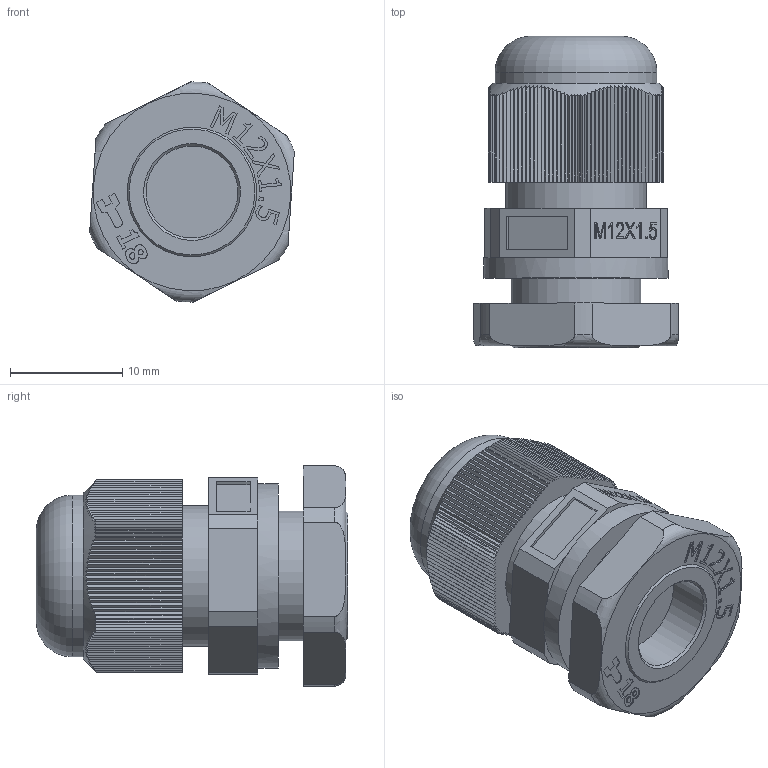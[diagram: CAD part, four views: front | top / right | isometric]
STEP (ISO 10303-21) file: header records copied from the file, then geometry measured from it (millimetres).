
FILE_DESCRIPTION(/* description */ (''),/* implementation_level */ '2;1');
FILE_NAME(/* name */ 'ЗЭТАРУС MG12.stp',/* time_stamp */ '2022-05-06T14:48:59+07:00',/* author */ ('zeta-09'),/* organization */ (''),/* preprocessor_version */ 'ST-DEVELOPER v18.1',/* originating_system */ 'Autodesk Inventor 2021',/* authorisation */ '');
FILE_SCHEMA (('AUTOMOTIVE_DESIGN { 1 0 10303 214 3 1 1 }'));
Length unit declared in the file: millimetre
Products named in the file (1): для stp
Bounding box: 18.23 x 27.74 x 19.6 mm (x, y, z)
Volume: 5014 mm3; surface area: 2664.6 mm2
Topology: 1 solids, 1 shells, 603 faces, 1693 edges, 1124 vertices
Faces by surface type: plane 486, bspline 76, cylinder 35, cone 3, torus 3
Full cylindrical faces by diameter (mm): 8.2 x1, 11.6 x1, 12 x1, 12.5 x1, 14.4 x1, 16.4 x1
Entity records: 20018 total; most frequent: CARTESIAN_POINT 5100, ORIENTED_EDGE 3386, DIRECTION 2384, EDGE_CURVE 1693, LINE 1164, VECTOR 1164, VERTEX_POINT 1124, EDGE_LOOP 635
